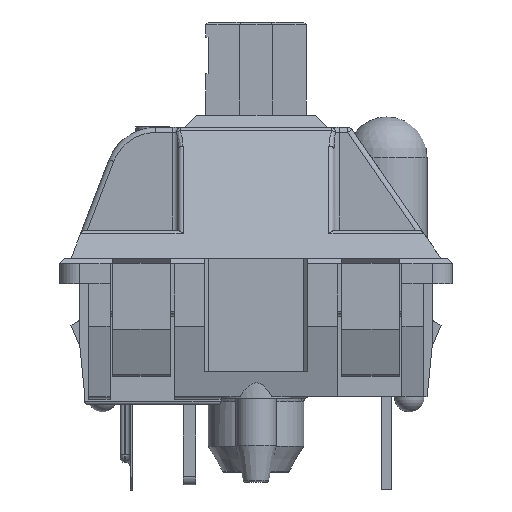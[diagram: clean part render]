
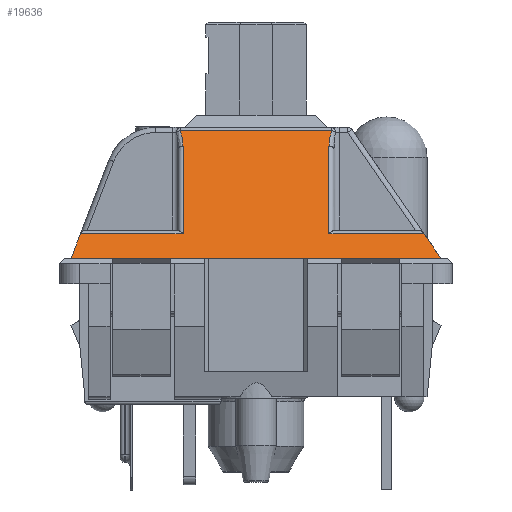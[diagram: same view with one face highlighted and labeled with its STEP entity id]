
A CAD part, left-side view. The second image highlights one B-rep face of the part: STEP entity #19636.
In plain terms, the highlighted face is planar.
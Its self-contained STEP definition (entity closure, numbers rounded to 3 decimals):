
#492=ELLIPSE('',#21054,0.989,0.4);
#493=ELLIPSE('',#21057,0.989,0.401);
#494=ELLIPSE('',#21058,0.223,0.206);
#1868=FACE_OUTER_BOUND('',#2992,.T.);
#2992=EDGE_LOOP('',(#15826,#15827,#15828,#15829,#15830,#15831,#15832,#15833,
#15834,#15835,#15836));
#4495=LINE('',#31527,#6640);
#4568=LINE('',#31736,#6713);
#4687=LINE('',#32063,#6832);
#4781=LINE('',#32538,#6926);
#4782=LINE('',#32540,#6927);
#4783=LINE('',#32543,#6928);
#4784=LINE('',#32545,#6929);
#4785=LINE('',#32547,#6930);
#6640=VECTOR('',#23973,10.);
#6713=VECTOR('',#24088,10.);
#6832=VECTOR('',#24367,10.);
#6926=VECTOR('',#24751,3.771);
#6927=VECTOR('',#24752,3.789);
#6928=VECTOR('',#24755,6.031);
#6929=VECTOR('',#24756,3.789);
#6930=VECTOR('',#24757,4.073);
#8650=VERTEX_POINT('',#31521);
#8652=VERTEX_POINT('',#31525);
#8729=VERTEX_POINT('',#31735);
#8848=VERTEX_POINT('',#32061);
#8918=VERTEX_POINT('',#32486);
#8919=VERTEX_POINT('',#32533);
#8920=VERTEX_POINT('',#32537);
#8921=VERTEX_POINT('',#32539);
#8922=VERTEX_POINT('',#32541);
#8923=VERTEX_POINT('',#32544);
#8924=VERTEX_POINT('',#32546);
#10939=EDGE_CURVE('',#8650,#8652,#4495,.T.);
#11026=EDGE_CURVE('',#8729,#8650,#4568,.T.);
#11186=EDGE_CURVE('',#8652,#8848,#4687,.T.);
#11344=EDGE_CURVE('',#8919,#8918,#492,.T.);
#11346=EDGE_CURVE('',#8848,#8920,#4781,.T.);
#11347=EDGE_CURVE('',#8920,#8921,#4782,.T.);
#11348=EDGE_CURVE('',#8922,#8921,#493,.T.);
#11349=EDGE_CURVE('',#8918,#8922,#4783,.T.);
#11350=EDGE_CURVE('',#8919,#8923,#4784,.T.);
#11351=EDGE_CURVE('',#8923,#8924,#4785,.T.);
#11352=EDGE_CURVE('',#8924,#8729,#494,.T.);
#15826=ORIENTED_EDGE('',*,*,#11346,.T.);
#15827=ORIENTED_EDGE('',*,*,#11347,.T.);
#15828=ORIENTED_EDGE('',*,*,#11348,.F.);
#15829=ORIENTED_EDGE('',*,*,#11349,.F.);
#15830=ORIENTED_EDGE('',*,*,#11344,.F.);
#15831=ORIENTED_EDGE('',*,*,#11350,.T.);
#15832=ORIENTED_EDGE('',*,*,#11351,.T.);
#15833=ORIENTED_EDGE('',*,*,#11352,.T.);
#15834=ORIENTED_EDGE('',*,*,#11026,.T.);
#15835=ORIENTED_EDGE('',*,*,#10939,.T.);
#15836=ORIENTED_EDGE('',*,*,#11186,.T.);
#18754=PLANE('',#21056);
#19636=ADVANCED_FACE('',(#1868),#18754,.T.);
#21054=AXIS2_PLACEMENT_3D('',#32534,#24745,#24746);
#21056=AXIS2_PLACEMENT_3D('',#32536,#24749,#24750);
#21057=AXIS2_PLACEMENT_3D('',#32542,#24753,#24754);
#21058=AXIS2_PLACEMENT_3D('',#32548,#24758,#24759);
#23973=DIRECTION('',(1.,0.,0.));
#24088=DIRECTION('',(-0.332,0.382,0.863));
#24367=DIRECTION('',(-0.535,-0.342,-0.773));
#24745=DIRECTION('center_axis',(0.,0.914,-0.405));
#24746=DIRECTION('ref_axis',(0.,0.405,0.914));
#24749=DIRECTION('center_axis',(0.,0.914,-0.405));
#24750=DIRECTION('ref_axis',(0.,0.405,0.914));
#24751=DIRECTION('',(-1.,0.,0.));
#24752=DIRECTION('',(0.,-0.405,-0.914));
#24753=DIRECTION('center_axis',(0.,0.914,
-0.405));
#24754=DIRECTION('ref_axis',(0.,0.405,0.914));
#24755=DIRECTION('',(1.,0.,0.));
#24756=DIRECTION('',(0.,0.405,0.914));
#24757=DIRECTION('',(-1.,0.,0.));
#24758=DIRECTION('center_axis',(0.,0.914,
-0.405));
#24759=DIRECTION('ref_axis',(0.071,0.404,0.912));
#31521=CARTESIAN_POINT('',(-7.35,7.35,5.19));
#31525=CARTESIAN_POINT('',(7.351,7.35,5.19));
#31527=CARTESIAN_POINT('',(0.,7.35,5.19));
#31735=CARTESIAN_POINT('',(-6.976,6.92,4.218));
#31736=CARTESIAN_POINT('',(-5.607,5.345,0.66));
#32061=CARTESIAN_POINT('',(6.671,6.916,4.209));
#32063=CARTESIAN_POINT('',(4.189,5.33,0.624));
#32486=CARTESIAN_POINT('',(-3.016,5.102,0.109));
#32533=CARTESIAN_POINT('',(-2.9,5.383,0.745));
#32534=CARTESIAN_POINT('Origin',(-3.3,5.383,0.745));
#32536=CARTESIAN_POINT('Origin',(0.,6.2,2.59));
#32537=CARTESIAN_POINT('',(2.9,6.916,4.209));
#32538=CARTESIAN_POINT('',(6.671,6.916,4.209));
#32539=CARTESIAN_POINT('',(2.9,5.383,0.745));
#32540=CARTESIAN_POINT('',(2.9,6.916,4.209));
#32541=CARTESIAN_POINT('',(3.016,5.102,0.109));
#32542=CARTESIAN_POINT('Origin',(3.301,5.383,0.745));
#32543=CARTESIAN_POINT('',(-3.016,5.102,0.109));
#32544=CARTESIAN_POINT('',(-2.9,6.916,4.209));
#32545=CARTESIAN_POINT('',(-2.9,5.383,0.745));
#32546=CARTESIAN_POINT('',(-6.973,6.916,4.209));
#32547=CARTESIAN_POINT('',(-2.9,6.916,4.209));
#32548=CARTESIAN_POINT('Origin',(-6.784,6.953,4.292));
